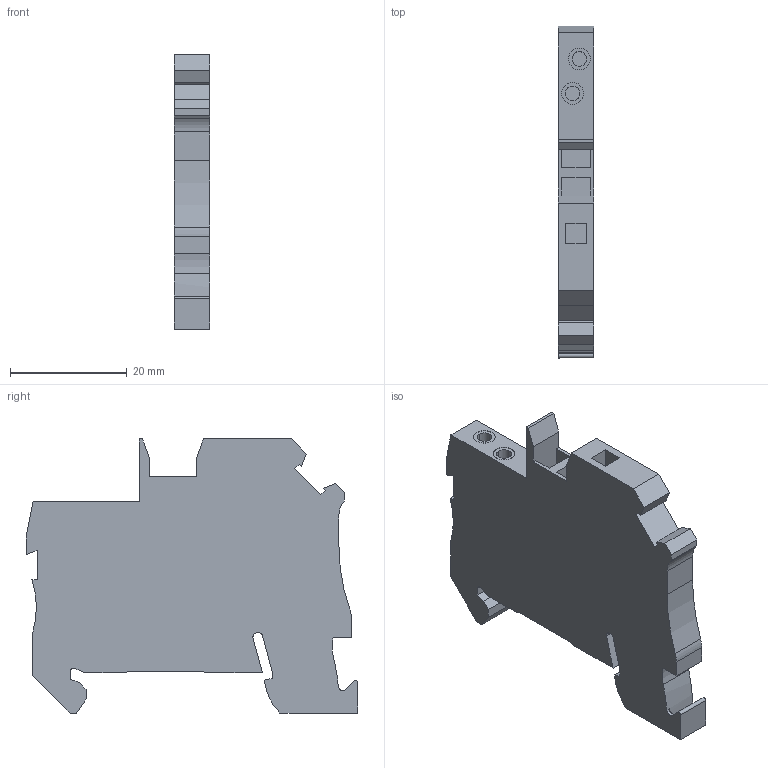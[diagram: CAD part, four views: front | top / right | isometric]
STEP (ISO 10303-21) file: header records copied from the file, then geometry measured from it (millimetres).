
FILE_DESCRIPTION(('Creo Elements/Direct Modeling STEP Export'),'2;1');
FILE_NAME('model.stp','2020-03-20T14:18:24',(''),(''),'Creo Elements/Direct Modeling STEP processor for AP214 (Solid Model)','Creo Elements/Direct Modeling 20.1A 29-Sep-2018 (C) Parametric Technology GmbH','');
FILE_SCHEMA(('AUTOMOTIVE_DESIGN { 1 0 10303 214 1 1 1 1 }'));
Length unit declared in the file: millimetre
Products named in the file (2): UT_4-TWIN__1P-F-select
Assembly tree (1 placements, depth 2):
  UT_4-TWIN__1P-F-select
    UT_4-TWIN__1P-F-select
Bounding box: 6.15 x 56.7 x 46.85 mm (x, y, z)
Volume: 10847 mm3; surface area: 6448.4 mm2
Topology: 1 solids, 1 shells, 94 faces, 261 edges, 174 vertices
Faces by surface type: plane 72, cylinder 22
Entity records: 3729 total; most frequent: ORIENTED_EDGE 522, CARTESIAN_POINT 519, DIRECTION 476, EDGE_CURVE 261, VECTOR 214, LINE 214, VERTEX_POINT 174, AXIS2_PLACEMENT_3D 131
